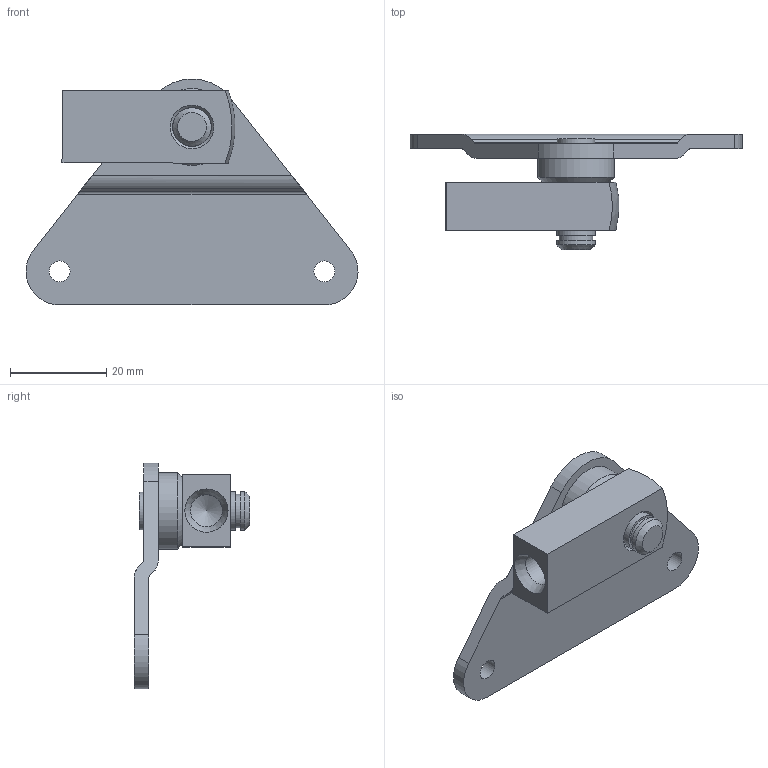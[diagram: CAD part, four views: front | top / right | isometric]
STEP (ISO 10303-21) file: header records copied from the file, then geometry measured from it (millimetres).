
FILE_DESCRIPTION(('FreeCAD Model'),'2;1');
FILE_NAME('Eye (27mm) and side bracket 8 and 10mm rod.stp','2016-02-23T19:46:46',('Author'),(''), 'Open CASCADE STEP processor 6.8','FreeCAD','Unknown');
FILE_SCHEMA(('AUTOMOTIVE_DESIGN_CC2 { 1 2 10303 214 -1 1 5 4 }'));
Length unit declared in the file: millimetre
Products named in the file (3): BA01_Z; BA01_Z001; Baugruppe2
Bounding box: 69 x 24 x 46.97 mm (x, y, z)
Volume: 12232.4 mm3; surface area: 8350.5 mm2
Topology: 3 solids, 3 shells, 44 faces, 97 edges, 63 vertices
Faces by surface type: plane 20, cylinder 17, cone 6, sphere 1
Full cylindrical faces by diameter (mm): 4.3 x2, 6.647 x1, 7 x1, 7.8 x1, 8 x2, 8.1 x2, 16 x1
Entity records: 4022 total; most frequent: CARTESIAN_POINT 2104, DIRECTION 319, ORIENTED_EDGE 192, PCURVE 192, DEFINITIONAL_REPRESENTATION 192, LINE 126, VECTOR 126, EDGE_CURVE 96
